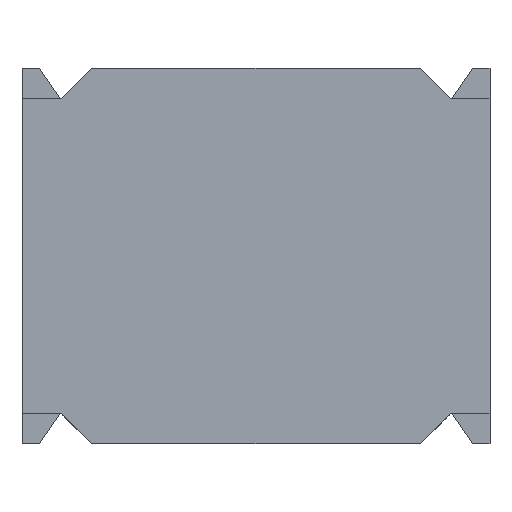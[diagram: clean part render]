
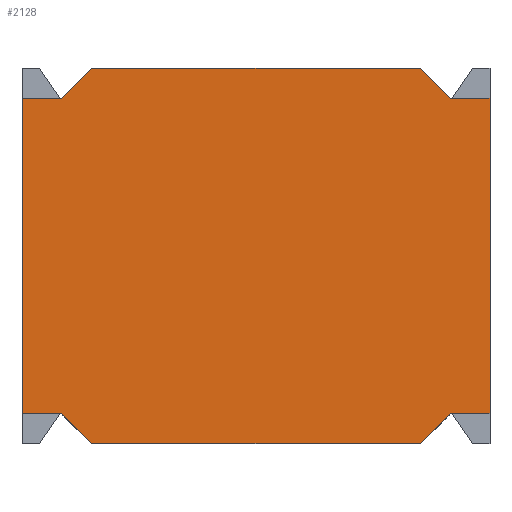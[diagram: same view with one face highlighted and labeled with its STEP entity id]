
A CAD part, top view. The second image highlights one B-rep face of the part: STEP entity #2128.
In plain terms, the highlighted planar face has unit normal (0, 0, 1).
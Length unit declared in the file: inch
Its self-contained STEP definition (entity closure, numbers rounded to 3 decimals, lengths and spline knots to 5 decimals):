
#13 = VECTOR ( 'NONE', #1640, 39.37008 ) ;
#125 = FACE_OUTER_BOUND ( 'NONE', #928, .T. ) ;
#145 = VERTEX_POINT ( 'NONE', #3517 ) ;
#232 = LINE ( 'NONE', #957, #3146 ) ;
#244 = DIRECTION ( 'NONE',  ( 0., 1., 0. ) ) ;
#250 = ORIENTED_EDGE ( 'NONE', *, *, #1833, .F. ) ;
#272 = LINE ( 'NONE', #656, #967 ) ;
#273 = DIRECTION ( 'NONE',  ( 1., 0., 0. ) ) ;
#279 = CARTESIAN_POINT ( 'NONE',  ( 0.02795, -0.03189, 0.03543 ) ) ;
#288 = DIRECTION ( 'NONE',  ( 0.707, -0.707, 0. ) ) ;
#504 = VECTOR ( 'NONE', #961, 39.37008 ) ;
#565 = LINE ( 'NONE', #1697, #2076 ) ;
#624 = CARTESIAN_POINT ( 'NONE',  ( 0.03976, -0.02677, 0.03543 ) ) ;
#628 = EDGE_CURVE ( 'NONE', #1279, #2676, #1138, .T. ) ;
#629 = CARTESIAN_POINT ( 'NONE',  ( -0.02795, -0.03189, 0.03543 ) ) ;
#656 = CARTESIAN_POINT ( 'NONE',  ( -0.03976, -0.02677, 0.03543 ) ) ;
#678 = EDGE_CURVE ( 'NONE', #2019, #1032, #3632, .T. ) ;
#746 = ORIENTED_EDGE ( 'NONE', *, *, #2968, .T. ) ;
#839 = ORIENTED_EDGE ( 'NONE', *, *, #1584, .F. ) ;
#900 = CARTESIAN_POINT ( 'NONE',  ( 0.03976, 0.02677, 0.03543 ) ) ;
#928 = EDGE_LOOP ( 'NONE', ( #839, #1634, #3651, #2681, #1373, #746, #2319, #2526, #2984, #250, #1170, #2463 ) ) ;
#952 = LINE ( 'NONE', #3253, #2429 ) ;
#957 = CARTESIAN_POINT ( 'NONE',  ( -0.02795, 0.03189, 0.03543 ) ) ;
#961 = DIRECTION ( 'NONE',  ( 0.707, 0.707, 0. ) ) ;
#967 = VECTOR ( 'NONE', #244, 39.37008 ) ;
#996 = DIRECTION ( 'NONE',  ( -0.707, 0.707, 0. ) ) ;
#1002 = DIRECTION ( 'NONE',  ( 1., 0., 0. ) ) ;
#1008 = LINE ( 'NONE', #2048, #2310 ) ;
#1023 = CARTESIAN_POINT ( 'NONE',  ( -0.03307, 0.02677, 0.03543 ) ) ;
#1032 = VERTEX_POINT ( 'NONE', #2052 ) ;
#1048 = VERTEX_POINT ( 'NONE', #3628 ) ;
#1049 = CARTESIAN_POINT ( 'NONE',  ( -0.02795, -0.03189, 0.03543 ) ) ;
#1062 = DIRECTION ( 'NONE',  ( 0.707, 0.707, 0. ) ) ;
#1084 = VECTOR ( 'NONE', #1062, 39.37008 ) ;
#1105 = CARTESIAN_POINT ( 'NONE',  ( -0.03976, 0.02677, 0.03543 ) ) ;
#1138 = LINE ( 'NONE', #1049, #2364 ) ;
#1166 = LINE ( 'NONE', #1738, #1084 ) ;
#1170 = ORIENTED_EDGE ( 'NONE', *, *, #3617, .F. ) ;
#1211 = EDGE_CURVE ( 'NONE', #1378, #3506, #1008, .T. ) ;
#1253 = LINE ( 'NONE', #624, #3484 ) ;
#1274 = LINE ( 'NONE', #2846, #3417 ) ;
#1279 = VERTEX_POINT ( 'NONE', #629 ) ;
#1373 = ORIENTED_EDGE ( 'NONE', *, *, #3235, .F. ) ;
#1378 = VERTEX_POINT ( 'NONE', #3448 ) ;
#1527 = VERTEX_POINT ( 'NONE', #3415 ) ;
#1546 = PLANE ( 'NONE',  #2193 ) ;
#1561 = DIRECTION ( 'NONE',  ( -1., 0., 0. ) ) ;
#1584 = EDGE_CURVE ( 'NONE', #2997, #2019, #2926, .T. ) ;
#1634 = ORIENTED_EDGE ( 'NONE', *, *, #2221, .F. ) ;
#1640 = DIRECTION ( 'NONE',  ( 1., 0., 0. ) ) ;
#1697 = CARTESIAN_POINT ( 'NONE',  ( 0.02795, 0.03189, 0.03543 ) ) ;
#1738 = CARTESIAN_POINT ( 'NONE',  ( 0.02795, -0.03189, 0.03543 ) ) ;
#1792 = LINE ( 'NONE', #2873, #3278 ) ;
#1799 = CARTESIAN_POINT ( 'NONE',  ( 0., 0., 0.03543 ) ) ;
#1833 = EDGE_CURVE ( 'NONE', #1527, #1378, #565, .T. ) ;
#1896 = DIRECTION ( 'NONE',  ( 0., 0., 1. ) ) ;
#1936 = VERTEX_POINT ( 'NONE', #3574 ) ;
#2009 = DIRECTION ( 'NONE',  ( -1., 0., 0. ) ) ;
#2019 = VERTEX_POINT ( 'NONE', #2200 ) ;
#2048 = CARTESIAN_POINT ( 'NONE',  ( 0.03307, 0.02677, 0.03543 ) ) ;
#2052 = CARTESIAN_POINT ( 'NONE',  ( -0.02795, 0.03189, 0.03543 ) ) ;
#2076 = VECTOR ( 'NONE', #288, 39.37008 ) ;
#2128 = ADVANCED_FACE ( 'NONE', ( #125 ), #1546, .T. ) ;
#2135 = EDGE_CURVE ( 'NONE', #2676, #1936, #1274, .T. ) ;
#2147 = DIRECTION ( 'NONE',  ( 1., 0., 0. ) ) ;
#2193 = AXIS2_PLACEMENT_3D ( 'NONE', #1799, #1896, #2147 ) ;
#2200 = CARTESIAN_POINT ( 'NONE',  ( -0.03307, 0.02677, 0.03543 ) ) ;
#2221 = EDGE_CURVE ( 'NONE', #1936, #2997, #272, .T. ) ;
#2304 = VERTEX_POINT ( 'NONE', #279 ) ;
#2310 = VECTOR ( 'NONE', #273, 39.37008 ) ;
#2319 = ORIENTED_EDGE ( 'NONE', *, *, #2925, .F. ) ;
#2364 = VECTOR ( 'NONE', #996, 39.37008 ) ;
#2429 = VECTOR ( 'NONE', #1561, 39.37008 ) ;
#2442 = EDGE_CURVE ( 'NONE', #3506, #145, #1792, .T. ) ;
#2463 = ORIENTED_EDGE ( 'NONE', *, *, #678, .F. ) ;
#2526 = ORIENTED_EDGE ( 'NONE', *, *, #2442, .F. ) ;
#2543 = CARTESIAN_POINT ( 'NONE',  ( -0.03976, 0.02677, 0.03543 ) ) ;
#2676 = VERTEX_POINT ( 'NONE', #2841 ) ;
#2681 = ORIENTED_EDGE ( 'NONE', *, *, #628, .F. ) ;
#2756 = DIRECTION ( 'NONE',  ( 0., -1., 0. ) ) ;
#2841 = CARTESIAN_POINT ( 'NONE',  ( -0.03307, -0.02677, 0.03543 ) ) ;
#2846 = CARTESIAN_POINT ( 'NONE',  ( -0.03307, -0.02677, 0.03543 ) ) ;
#2873 = CARTESIAN_POINT ( 'NONE',  ( 0.03976, 0.02677, 0.03543 ) ) ;
#2925 = EDGE_CURVE ( 'NONE', #145, #1048, #1253, .T. ) ;
#2926 = LINE ( 'NONE', #1105, #13 ) ;
#2968 = EDGE_CURVE ( 'NONE', #2304, #1048, #1166, .T. ) ;
#2984 = ORIENTED_EDGE ( 'NONE', *, *, #1211, .F. ) ;
#2997 = VERTEX_POINT ( 'NONE', #2543 ) ;
#3056 = DIRECTION ( 'NONE',  ( -1., 0., 0. ) ) ;
#3146 = VECTOR ( 'NONE', #1002, 39.37008 ) ;
#3235 = EDGE_CURVE ( 'NONE', #2304, #1279, #952, .T. ) ;
#3253 = CARTESIAN_POINT ( 'NONE',  ( 0.02795, -0.03189, 0.03543 ) ) ;
#3278 = VECTOR ( 'NONE', #2756, 39.37008 ) ;
#3415 = CARTESIAN_POINT ( 'NONE',  ( 0.02795, 0.03189, 0.03543 ) ) ;
#3417 = VECTOR ( 'NONE', #2009, 39.37008 ) ;
#3448 = CARTESIAN_POINT ( 'NONE',  ( 0.03307, 0.02677, 0.03543 ) ) ;
#3484 = VECTOR ( 'NONE', #3056, 39.37008 ) ;
#3506 = VERTEX_POINT ( 'NONE', #900 ) ;
#3517 = CARTESIAN_POINT ( 'NONE',  ( 0.03976, -0.02677, 0.03543 ) ) ;
#3574 = CARTESIAN_POINT ( 'NONE',  ( -0.03976, -0.02677, 0.03543 ) ) ;
#3617 = EDGE_CURVE ( 'NONE', #1032, #1527, #232, .T. ) ;
#3628 = CARTESIAN_POINT ( 'NONE',  ( 0.03307, -0.02677, 0.03543 ) ) ;
#3632 = LINE ( 'NONE', #1023, #504 ) ;
#3651 = ORIENTED_EDGE ( 'NONE', *, *, #2135, .F. ) ;
